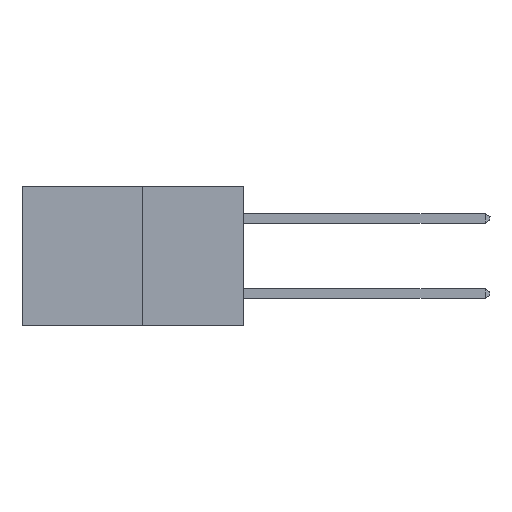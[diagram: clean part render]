
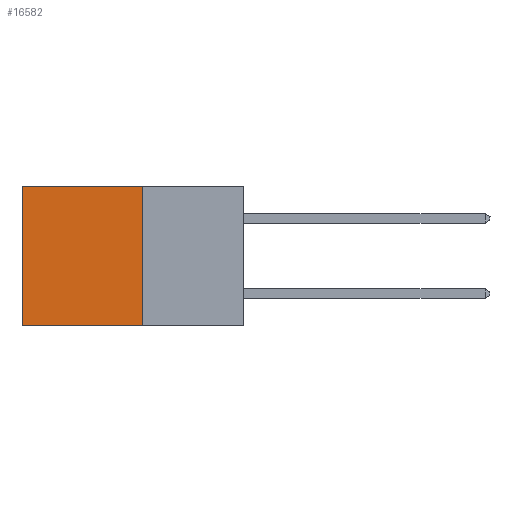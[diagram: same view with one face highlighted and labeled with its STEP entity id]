
A CAD part, left-side view. The second image highlights one B-rep face of the part: STEP entity #16582.
In plain terms, the highlighted planar face has unit normal (-1, 0, 0).
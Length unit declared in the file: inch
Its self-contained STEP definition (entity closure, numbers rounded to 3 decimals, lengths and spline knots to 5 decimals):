
#238 = VECTOR ( 'NONE', #19384, 39.37008 ) ;
#837 = LINE ( 'NONE', #3905, #10834 ) ;
#858 = CARTESIAN_POINT ( 'NONE',  ( 0.277, 0.27, -0.37 ) ) ;
#886 = CARTESIAN_POINT ( 'NONE',  ( 0.277, 0.27, -0.37 ) ) ;
#1699 = CARTESIAN_POINT ( 'NONE',  ( 0.277, 0.59, 0. ) ) ;
#2503 = VERTEX_POINT ( 'NONE', #6152 ) ;
#3635 = EDGE_CURVE ( 'NONE', #14158, #18947, #837, .T. ) ;
#3905 = CARTESIAN_POINT ( 'NONE',  ( 0.277, 0.27, -0.37 ) ) ;
#4331 = ORIENTED_EDGE ( 'NONE', *, *, #3635, .F. ) ;
#5102 = EDGE_LOOP ( 'NONE', ( #22698, #4331, #11662, #7887 ) ) ;
#5729 = VERTEX_POINT ( 'NONE', #1699 ) ;
#6152 = CARTESIAN_POINT ( 'NONE',  ( 0.277, 0.27, 0. ) ) ;
#6559 = PLANE ( 'NONE',  #22209 ) ;
#7050 = EDGE_CURVE ( 'NONE', #5729, #18947, #9749, .T. ) ;
#7887 = ORIENTED_EDGE ( 'NONE', *, *, #9575, .T. ) ;
#8303 = CARTESIAN_POINT ( 'NONE',  ( 0.277, 0.27, 0. ) ) ;
#8420 = DIRECTION ( 'NONE',  ( 0., 0., -1. ) ) ;
#9364 = DIRECTION ( 'NONE',  ( 0., 0., -1. ) ) ;
#9575 = EDGE_CURVE ( 'NONE', #2503, #5729, #9626, .T. ) ;
#9626 = LINE ( 'NONE', #8303, #238 ) ;
#9749 = LINE ( 'NONE', #18581, #15230 ) ;
#10834 = VECTOR ( 'NONE', #14740, 39.37008 ) ;
#10891 = DIRECTION ( 'NONE',  ( 0., 0., -1. ) ) ;
#11662 = ORIENTED_EDGE ( 'NONE', *, *, #14758, .F. ) ;
#12710 = VECTOR ( 'NONE', #10891, 39.37008 ) ;
#13183 = FACE_OUTER_BOUND ( 'NONE', #5102, .T. ) ;
#14158 = VERTEX_POINT ( 'NONE', #858 ) ;
#14740 = DIRECTION ( 'NONE',  ( 0., 1., 0. ) ) ;
#14758 = EDGE_CURVE ( 'NONE', #2503, #14158, #22504, .T. ) ;
#15230 = VECTOR ( 'NONE', #9364, 39.37008 ) ;
#16582 = ADVANCED_FACE ( 'NONE', ( #13183 ), #6559, .F. ) ;
#18057 = CARTESIAN_POINT ( 'NONE',  ( 0.277, 0.27, -0.37 ) ) ;
#18581 = CARTESIAN_POINT ( 'NONE',  ( 0.277, 0.59, -0.37 ) ) ;
#18947 = VERTEX_POINT ( 'NONE', #22139 ) ;
#19384 = DIRECTION ( 'NONE',  ( 0., 1., 0. ) ) ;
#19523 = DIRECTION ( 'NONE',  ( 1., 0., 0. ) ) ;
#22139 = CARTESIAN_POINT ( 'NONE',  ( 0.277, 0.59, -0.37 ) ) ;
#22209 = AXIS2_PLACEMENT_3D ( 'NONE', #886, #19523, #8420 ) ;
#22504 = LINE ( 'NONE', #18057, #12710 ) ;
#22698 = ORIENTED_EDGE ( 'NONE', *, *, #7050, .T. ) ;
